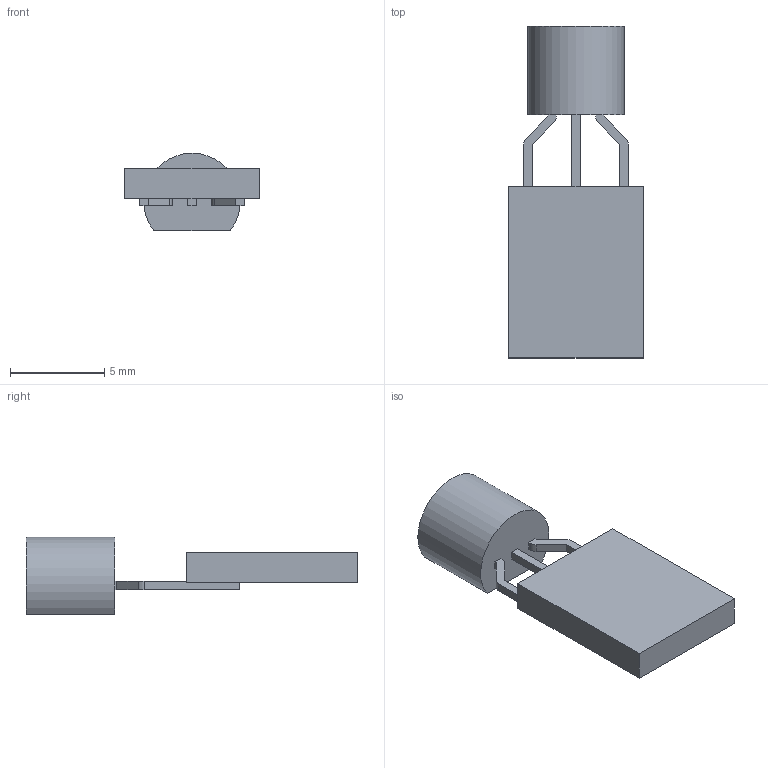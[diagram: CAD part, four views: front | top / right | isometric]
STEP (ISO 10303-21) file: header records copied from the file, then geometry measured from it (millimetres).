
FILE_DESCRIPTION(('KiCad electronic assembly'),'2;1');
FILE_NAME('LM235_MOUNT.step','2020-07-27T17:53:20',('An Author'),( 'A Company'),'Open CASCADE STEP processor 6.9', 'KiCad to STEP converter','Unknown');
FILE_SCHEMA(('AUTOMOTIVE_DESIGN { 1 0 10303 214 1 1 1 1 }'));
Length unit declared in the file: millimetre
Products named in the file (4): Open CASCADE STEP translator 6.9 1; TO-92W; SOLID
Assembly tree (3 placements, depth 3):
  Open CASCADE STEP translator 6.9 1
    TO-92W
      SOLID
    SOLID
Bounding box: 7.11 x 17.57 x 4.1 mm (x, y, z)
Volume: 190.1 mm3; surface area: 325.8 mm2
Topology: 2 solids, 2 shells, 37 faces, 90 edges, 60 vertices
Faces by surface type: plane 32, cylinder 5
Entity records: 2368 total; most frequent: CARTESIAN_POINT 377, DIRECTION 361, LINE 250, VECTOR 250, ORIENTED_EDGE 180, PCURVE 180, DEFINITIONAL_REPRESENTATION 180, EDGE_CURVE 90
